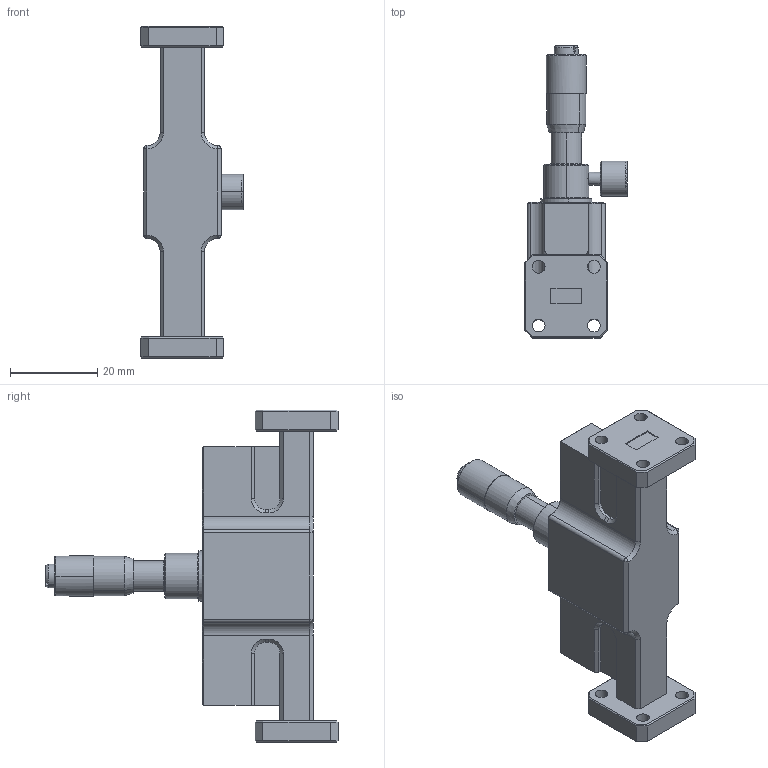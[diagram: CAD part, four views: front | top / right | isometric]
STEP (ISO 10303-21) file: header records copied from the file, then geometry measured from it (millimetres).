
FILE_DESCRIPTION (( 'STEP AP203' ), '1' );
FILE_NAME ('STA-30-28-M1.STEP', '2021-06-11T16:47:03', ( '' ), ( '' ), 'SwSTEP 2.0', 'SolidWorks 2021', '' );
FILE_SCHEMA (( 'CONFIG_CONTROL_DESIGN' ));
Length unit declared in the file: inch
Products named in the file (1): STA-30-28-M1
Bounding box: 23.5 x 67.05 x 76.2 mm (x, y, z)
Volume: 25306.4 mm3; surface area: 9585.6 mm2
Topology: 1 solids, 1 shells, 390 faces, 897 edges, 539 vertices
Faces by surface type: plane 198, cylinder 98, cone 92, torus 2
Entity records: 11133 total; most frequent: CARTESIAN_POINT 2126, DIRECTION 1920, ORIENTED_EDGE 1786, EDGE_CURVE 893, AXIS2_PLACEMENT_3D 687, LINE 546, VECTOR 546, VERTEX_POINT 539
